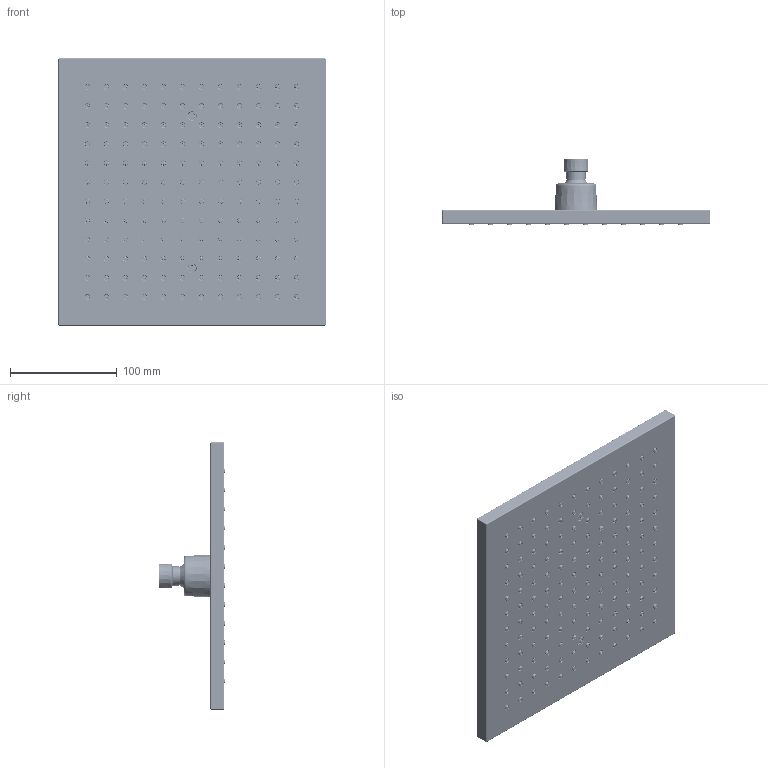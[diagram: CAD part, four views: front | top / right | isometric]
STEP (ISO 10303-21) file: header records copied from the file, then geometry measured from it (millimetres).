
FILE_DESCRIPTION(/* description */ (''),/* implementation_level */ '2;1');
FILE_NAME(/* name */ 'b06fcf75-8a1b-4f70-9018-c54aa6521f46.stp',/* time_stamp */ '2020-06-30T11:29:13+00:00',/* author */ (''),/* organization */ (''),/* preprocessor_version */ 'ST-DEVELOPER v18.1',/* originating_system */ 'Autodesk Translation Framework v9.3.0.1241',/* authorisation */ '');
FILE_SCHEMA (('AUTOMOTIVE_DESIGN { 1 0 10303 214 3 1 1 }'));
Products named in the file (1): !WGR225
Bounding box: 250 x 62.35 x 250 mm (x, y, z)
Volume: 846366.7 mm3; surface area: 170135.1 mm2
Topology: 149 solids, 149 shells, 2351 faces, 4577 edges, 2951 vertices
Faces by surface type: cylinder 824, plane 786, bspline 721, cone 20
Full cylindrical faces by diameter (mm): 0.924 x144, 2.524 x144, 3.724 x144, 4.324 x144, 4.524 x144, 7.61 x2, 8.061 x2
Entity records: 115638 total; most frequent: CARTESIAN_POINT 72877, ORIENTED_EDGE 9138, DIRECTION 7631, EDGE_CURVE 4569, AXIS2_PLACEMENT_3D 3301, EDGE_LOOP 3116, VERTEX_POINT 2951, FACE_OUTER_BOUND 2351
